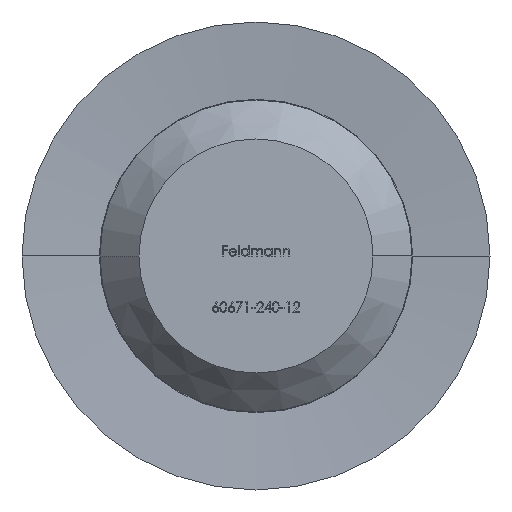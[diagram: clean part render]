
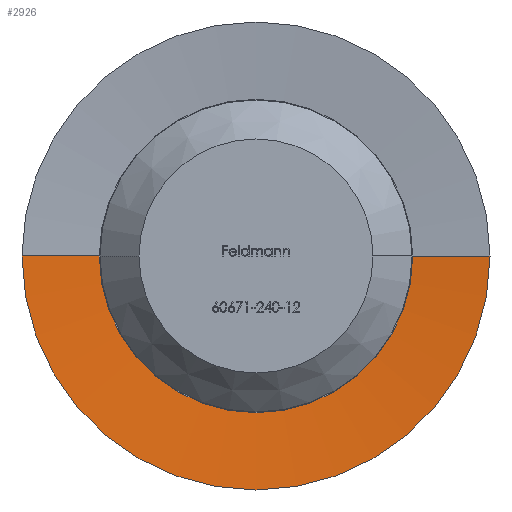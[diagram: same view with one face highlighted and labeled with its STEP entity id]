
A CAD part, front view. The second image highlights one B-rep face of the part: STEP entity #2926.
In plain terms, the highlighted conical face has half-angle 85 degrees and reference radius 4.017 mm.
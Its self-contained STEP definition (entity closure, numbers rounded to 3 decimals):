
#181 = VECTOR ( 'NONE', #5936, 1000. ) ;
#765 = EDGE_CURVE ( 'NONE', #9480, #872, #9197, .T. ) ;
#825 = LINE ( 'NONE', #2870, #11242 ) ;
#872 = VERTEX_POINT ( 'NONE', #13092 ) ;
#880 = CARTESIAN_POINT ( 'NONE',  ( 4.017, 0.173, 0. ) ) ;
#1013 = EDGE_CURVE ( 'NONE', #1127, #9371, #825, .T. ) ;
#1127 = VERTEX_POINT ( 'NONE', #880 ) ;
#1364 = ORIENTED_EDGE ( 'NONE', *, *, #10692, .T. ) ;
#1409 = AXIS2_PLACEMENT_3D ( 'NONE', #8447, #2405, #9865 ) ;
#1919 = CARTESIAN_POINT ( 'NONE',  ( -4.017, 0.173, 0. ) ) ;
#1937 = ORIENTED_EDGE ( 'NONE', *, *, #765, .T. ) ;
#2405 = DIRECTION ( 'NONE',  ( 0., -1., 0. ) ) ;
#2870 = CARTESIAN_POINT ( 'NONE',  ( 4.017, 0.173, 0. ) ) ;
#2926 = ADVANCED_FACE ( 'NONE', ( #8543 ), #6816, .F. ) ;
#3256 = DIRECTION ( 'NONE',  ( 0., -1., 0. ) ) ;
#4082 = DIRECTION ( 'NONE',  ( 0., -1., 0. ) ) ;
#4714 = CARTESIAN_POINT ( 'NONE',  ( 6., 0., 0. ) ) ;
#5936 = DIRECTION ( 'NONE',  ( -0.996, -0.087, 0. ) ) ;
#6035 = AXIS2_PLACEMENT_3D ( 'NONE', #6256, #3256, #10394 ) ;
#6107 = DIRECTION ( 'NONE',  ( 1., 0., 0. ) ) ;
#6256 = CARTESIAN_POINT ( 'NONE',  ( 0., 0.173, 0. ) ) ;
#6274 = EDGE_CURVE ( 'NONE', #9480, #1127, #12292, .T. ) ;
#6576 = ORIENTED_EDGE ( 'NONE', *, *, #1013, .F. ) ;
#6816 = CONICAL_SURFACE ( 'NONE', #6035, 4.017, 1.484 ) ;
#6991 = EDGE_LOOP ( 'NONE', ( #10960, #1937, #1364, #6576 ) ) ;
#7678 = CIRCLE ( 'NONE', #1409, 6. ) ;
#8158 = AXIS2_PLACEMENT_3D ( 'NONE', #12119, #4082, #6107 ) ;
#8447 = CARTESIAN_POINT ( 'NONE',  ( 0., 0., 0. ) ) ;
#8543 = FACE_OUTER_BOUND ( 'NONE', #6991, .T. ) ;
#8962 = DIRECTION ( 'NONE',  ( 0.996, -0.087, 0. ) ) ;
#9197 = LINE ( 'NONE', #1919, #181 ) ;
#9371 = VERTEX_POINT ( 'NONE', #4714 ) ;
#9480 = VERTEX_POINT ( 'NONE', #9947 ) ;
#9865 = DIRECTION ( 'NONE',  ( 1., 0., 0. ) ) ;
#9947 = CARTESIAN_POINT ( 'NONE',  ( -4.017, 0.173, 0. ) ) ;
#10394 = DIRECTION ( 'NONE',  ( 1., 0., 0. ) ) ;
#10692 = EDGE_CURVE ( 'NONE', #872, #9371, #7678, .T. ) ;
#10960 = ORIENTED_EDGE ( 'NONE', *, *, #6274, .F. ) ;
#11242 = VECTOR ( 'NONE', #8962, 1000. ) ;
#12119 = CARTESIAN_POINT ( 'NONE',  ( 0., 0.173, 0. ) ) ;
#12292 = CIRCLE ( 'NONE', #8158, 4.017 ) ;
#13092 = CARTESIAN_POINT ( 'NONE',  ( -6., 0., 0. ) ) ;
